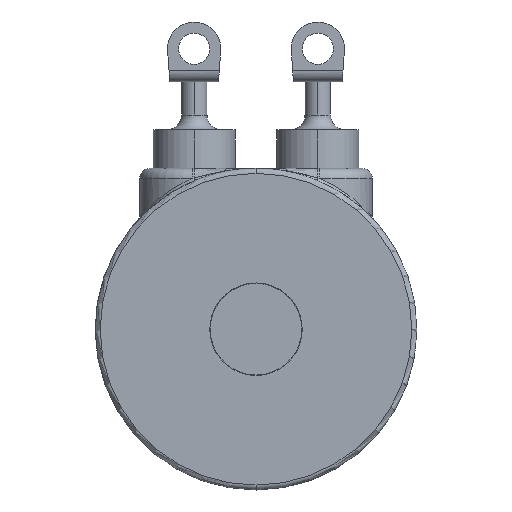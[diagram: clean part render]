
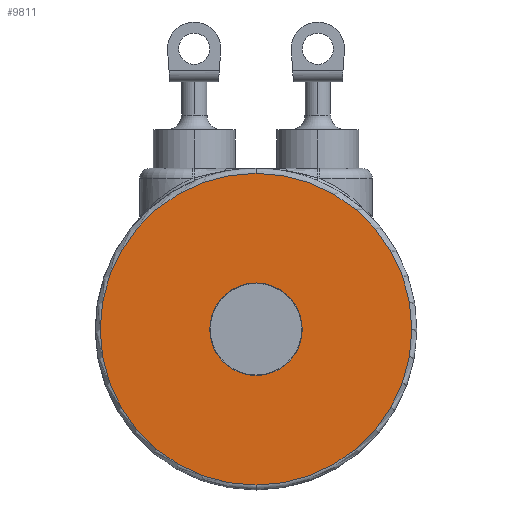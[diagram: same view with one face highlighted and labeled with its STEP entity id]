
A CAD part, front view. The second image highlights one B-rep face of the part: STEP entity #9811.
In plain terms, the highlighted planar face has unit normal (0, -1, 0).
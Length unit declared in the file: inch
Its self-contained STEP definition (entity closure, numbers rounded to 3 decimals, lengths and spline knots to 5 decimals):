
#617 = ORIENTED_EDGE ( 'NONE', *, *, #3119, .T. ) ;
#883 = EDGE_LOOP ( 'NONE', ( #12873, #13590 ) ) ;
#1518 = EDGE_CURVE ( 'NONE', #11385, #3790, #13979, .T. ) ;
#1922 = DIRECTION ( 'NONE',  ( 0., -1., 0. ) ) ;
#2201 = CARTESIAN_POINT ( 'NONE',  ( 0., 0., -0.0935 ) ) ;
#2939 = ORIENTED_EDGE ( 'NONE', *, *, #13796, .T. ) ;
#3024 = AXIS2_PLACEMENT_3D ( 'NONE', #9059, #3666, #8989 ) ;
#3119 = EDGE_CURVE ( 'NONE', #3501, #9329, #12121, .T. ) ;
#3382 = CARTESIAN_POINT ( 'NONE',  ( 0., 0., 0.315 ) ) ;
#3501 = VERTEX_POINT ( 'NONE', #9809 ) ;
#3666 = DIRECTION ( 'NONE',  ( 0., 1., 0. ) ) ;
#3710 = AXIS2_PLACEMENT_3D ( 'NONE', #13878, #7503, #4018 ) ;
#3790 = VERTEX_POINT ( 'NONE', #2201 ) ;
#4018 = DIRECTION ( 'NONE',  ( 0., 0., 1. ) ) ;
#4728 = FACE_OUTER_BOUND ( 'NONE', #10161, .T. ) ;
#4823 = AXIS2_PLACEMENT_3D ( 'NONE', #6149, #1922, #13834 ) ;
#4915 = CARTESIAN_POINT ( 'NONE',  ( 0., 0., 0. ) ) ;
#5567 = DIRECTION ( 'NONE',  ( 0., -1., 0. ) ) ;
#5584 = AXIS2_PLACEMENT_3D ( 'NONE', #4915, #10099, #13665 ) ;
#5719 = PLANE ( 'NONE',  #3024 ) ;
#6149 = CARTESIAN_POINT ( 'NONE',  ( 0., 0., 0. ) ) ;
#7503 = DIRECTION ( 'NONE',  ( 0., -1., 0. ) ) ;
#8197 = AXIS2_PLACEMENT_3D ( 'NONE', #12266, #5567, #12053 ) ;
#8645 = CIRCLE ( 'NONE', #8197, 0.315 ) ;
#8989 = DIRECTION ( 'NONE',  ( 0., 0., 1. ) ) ;
#9059 = CARTESIAN_POINT ( 'NONE',  ( 0., 0., 0. ) ) ;
#9329 = VERTEX_POINT ( 'NONE', #3382 ) ;
#9809 = CARTESIAN_POINT ( 'NONE',  ( 0., 0., -0.315 ) ) ;
#9811 = ADVANCED_FACE ( 'NONE', ( #13201, #4728 ), #5719, .F. ) ;
#10099 = DIRECTION ( 'NONE',  ( 0., -1., 0. ) ) ;
#10161 = EDGE_LOOP ( 'NONE', ( #2939, #617 ) ) ;
#10713 = CARTESIAN_POINT ( 'NONE',  ( 0., 0., 0.0935 ) ) ;
#11385 = VERTEX_POINT ( 'NONE', #10713 ) ;
#11394 = EDGE_CURVE ( 'NONE', #3790, #11385, #11627, .T. ) ;
#11627 = CIRCLE ( 'NONE', #4823, 0.0935 ) ;
#12053 = DIRECTION ( 'NONE',  ( 0., 0., 1. ) ) ;
#12121 = CIRCLE ( 'NONE', #3710, 0.315 ) ;
#12266 = CARTESIAN_POINT ( 'NONE',  ( 0., 0., 0. ) ) ;
#12873 = ORIENTED_EDGE ( 'NONE', *, *, #11394, .F. ) ;
#13201 = FACE_BOUND ( 'NONE', #883, .T. ) ;
#13590 = ORIENTED_EDGE ( 'NONE', *, *, #1518, .F. ) ;
#13665 = DIRECTION ( 'NONE',  ( 0., 0., -1. ) ) ;
#13796 = EDGE_CURVE ( 'NONE', #9329, #3501, #8645, .T. ) ;
#13834 = DIRECTION ( 'NONE',  ( 0., 0., -1. ) ) ;
#13878 = CARTESIAN_POINT ( 'NONE',  ( 0., 0., 0. ) ) ;
#13979 = CIRCLE ( 'NONE', #5584, 0.0935 ) ;
